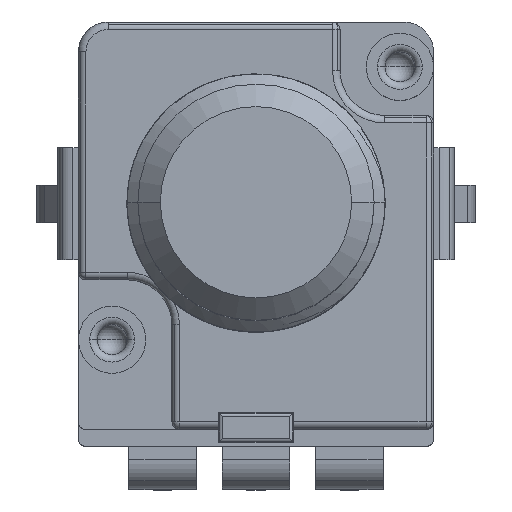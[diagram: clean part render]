
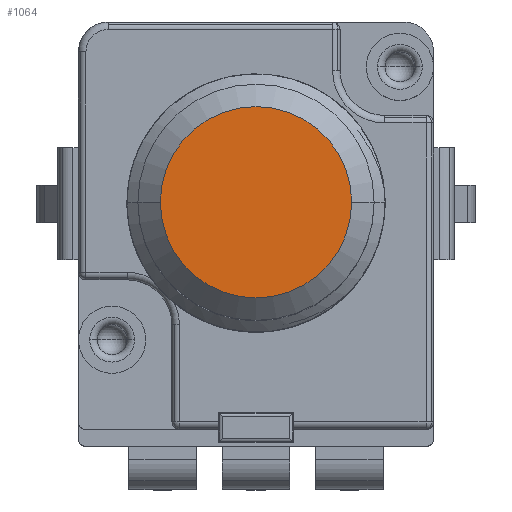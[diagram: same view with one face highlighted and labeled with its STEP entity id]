
A CAD part, top view. The second image highlights one B-rep face of the part: STEP entity #1064.
In plain terms, the highlighted planar face has unit normal (0, 0, 1).
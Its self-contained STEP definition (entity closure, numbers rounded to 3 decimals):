
#779 = CARTESIAN_POINT ( 'NONE',  ( 0., 0., 25. ) ) ;
#793 = CARTESIAN_POINT ( 'NONE',  ( -2.56, 0., 25. ) ) ;
#1064 = ADVANCED_FACE ( 'NONE', ( #13897 ), #7524, .T. ) ;
#2253 = ORIENTED_EDGE ( 'NONE', *, *, #13855, .F. ) ;
#2952 = DIRECTION ( 'NONE',  ( 0., 0., -1. ) ) ;
#3117 = VERTEX_POINT ( 'NONE', #10963 ) ;
#3468 = EDGE_CURVE ( 'NONE', #3117, #10523, #3655, .T. ) ;
#3655 = CIRCLE ( 'NONE', #4580, 2.56 ) ;
#4357 = EDGE_LOOP ( 'NONE', ( #2253, #13688 ) ) ;
#4580 = AXIS2_PLACEMENT_3D ( 'NONE', #779, #11818, #12762 ) ;
#7381 = DIRECTION ( 'NONE',  ( 0., 0., 1. ) ) ;
#7455 = DIRECTION ( 'NONE',  ( 1., 0., 0. ) ) ;
#7524 = PLANE ( 'NONE',  #12596 ) ;
#7556 = DIRECTION ( 'NONE',  ( -1., 0., 0. ) ) ;
#8684 = CARTESIAN_POINT ( 'NONE',  ( 0., 0., 25. ) ) ;
#10314 = CIRCLE ( 'NONE', #12617, 2.56 ) ;
#10523 = VERTEX_POINT ( 'NONE', #793 ) ;
#10963 = CARTESIAN_POINT ( 'NONE',  ( 2.56, 0., 25. ) ) ;
#11818 = DIRECTION ( 'NONE',  ( 0., 0., -1. ) ) ;
#11972 = CARTESIAN_POINT ( 'NONE',  ( 0., 0., 25. ) ) ;
#12596 = AXIS2_PLACEMENT_3D ( 'NONE', #8684, #7381, #7455 ) ;
#12617 = AXIS2_PLACEMENT_3D ( 'NONE', #11972, #2952, #7556 ) ;
#12762 = DIRECTION ( 'NONE',  ( -1., 0., 0. ) ) ;
#13688 = ORIENTED_EDGE ( 'NONE', *, *, #3468, .F. ) ;
#13855 = EDGE_CURVE ( 'NONE', #10523, #3117, #10314, .T. ) ;
#13897 = FACE_OUTER_BOUND ( 'NONE', #4357, .T. ) ;
